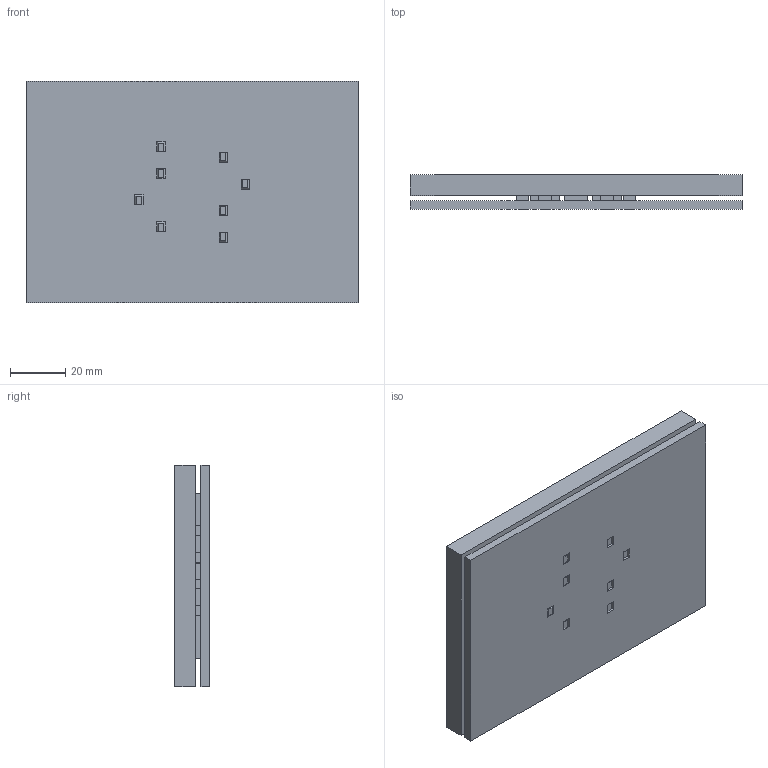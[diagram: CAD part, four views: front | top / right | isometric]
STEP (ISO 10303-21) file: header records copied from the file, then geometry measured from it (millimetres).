
FILE_DESCRIPTION (( 'STEP AP203' ), '1' );
FILE_NAME ('Accelerometer_x_axisl.STEP', '2025-03-03T13:54:38', ( '' ), ( '' ), 'SwSTEP 2.0', 'SolidWorks 2023', '' );
FILE_SCHEMA (( 'CONFIG_CONTROL_DESIGN' ));
Length unit declared in the file: millimetre
Products named in the file (1): Accelerometer_x_axisl
Bounding box: 120 x 12.5 x 80 mm (x, y, z)
Volume: 75892.5 mm3; surface area: 62701 mm2
Topology: 12 solids, 12 shells, 535 faces, 1448 edges, 948 vertices
Faces by surface type: plane 535
Entity records: 16553 total; most frequent: CARTESIAN_POINT 2932, ORIENTED_EDGE 2896, DIRECTION 2520, EDGE_CURVE 1448, LINE 1448, VECTOR 1448, VERTEX_POINT 948, EDGE_LOOP 602
